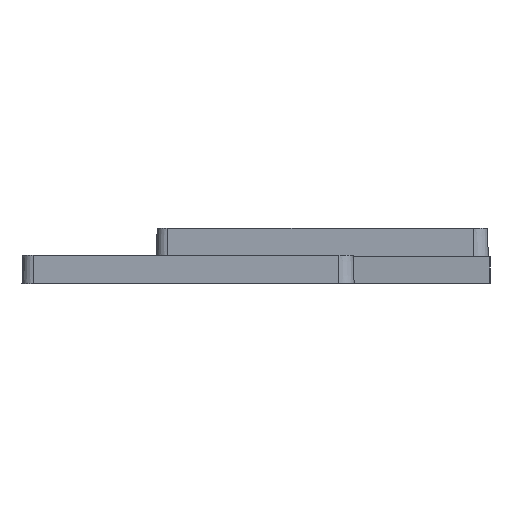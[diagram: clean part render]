
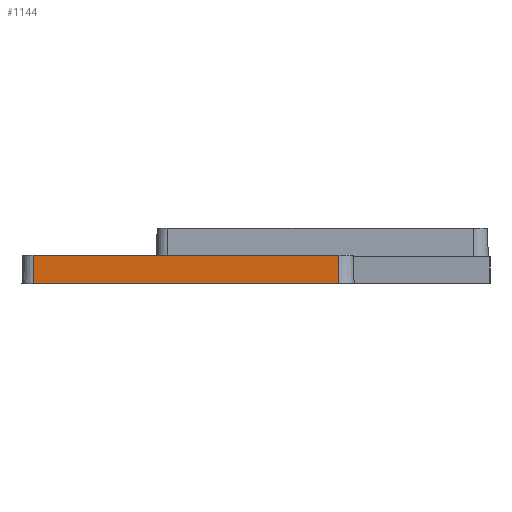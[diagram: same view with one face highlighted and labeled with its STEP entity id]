
A CAD part, left-side view. The second image highlights one B-rep face of the part: STEP entity #1144.
In plain terms, the highlighted planar face has unit normal (-0.99, 0.139, 0.035).
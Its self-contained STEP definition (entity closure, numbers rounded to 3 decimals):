
#1144 = ADVANCED_FACE( '', ( #1623 ), #1624, .T. );
#1623 = FACE_OUTER_BOUND( '', #2126, .T. );
#1624 = PLANE( '', #2127 );
#2126 = EDGE_LOOP( '', ( #4200, #4201, #4202, #4203 ) );
#2127 = AXIS2_PLACEMENT_3D( '', #4204, #4205, #4206 );
#4200 = ORIENTED_EDGE( '', *, *, #4697, .T. );
#4201 = ORIENTED_EDGE( '', *, *, #4626, .T. );
#4202 = ORIENTED_EDGE( '', *, *, #4650, .T. );
#4203 = ORIENTED_EDGE( '', *, *, #4749, .F. );
#4204 = CARTESIAN_POINT( '', ( -14.489, 2.036, 0. ) );
#4205 = DIRECTION( '', ( -0.99, 0.139, 0.035 ) );
#4206 = DIRECTION( '', ( -0.139, -0.99, 0. ) );
#4626 = EDGE_CURVE( '', #5475, #5477, #5479, .T. );
#4650 = EDGE_CURVE( '', #5477, #5524, #5526, .F. );
#4697 = EDGE_CURVE( '', #5616, #5475, #5617, .F. );
#4749 = EDGE_CURVE( '', #5616, #5524, #5696, .T. );
#5475 = VERTEX_POINT( '', #7497 );
#5477 = VERTEX_POINT( '', #7499 );
#5479 = LINE( '', #7501, #7502 );
#5524 = VERTEX_POINT( '', #7558 );
#5526 = LINE( '', #7560, #7561 );
#5616 = VERTEX_POINT( '', #7673 );
#5617 = LINE( '', #7674, #7675 );
#5696 = LINE( '', #7791, #7792 );
#7497 = CARTESIAN_POINT( '', ( -8.582, 43.008, 4.2 ) );
#7499 = CARTESIAN_POINT( '', ( -8.728, 43.028, 0. ) );
#7501 = CARTESIAN_POINT( '', ( -8.728, 43.028, 0. ) );
#7502 = VECTOR( '', #8070, 1000. );
#7558 = CARTESIAN_POINT( '', ( -15.122, -2.472, 0. ) );
#7560 = CARTESIAN_POINT( '', ( -14.489, 2.036, 0. ) );
#7561 = VECTOR( '', #8118, 1000. );
#7673 = CARTESIAN_POINT( '', ( -14.977, -2.492, 4.2 ) );
#7674 = CARTESIAN_POINT( '', ( -14.111, 3.67, 4.2 ) );
#7675 = VECTOR( '', #8213, 1000. );
#7791 = CARTESIAN_POINT( '', ( -15.122, -2.472, 0. ) );
#7792 = VECTOR( '', #8293, 1000. );
#8070 = DIRECTION( '', ( -0.035, 0.005, -0.999 ) );
#8118 = DIRECTION( '', ( 0.139, 0.99, 0. ) );
#8213 = DIRECTION( '', ( -0.139, -0.99, 0. ) );
#8293 = DIRECTION( '', ( -0.035, 0.005, -0.999 ) );
